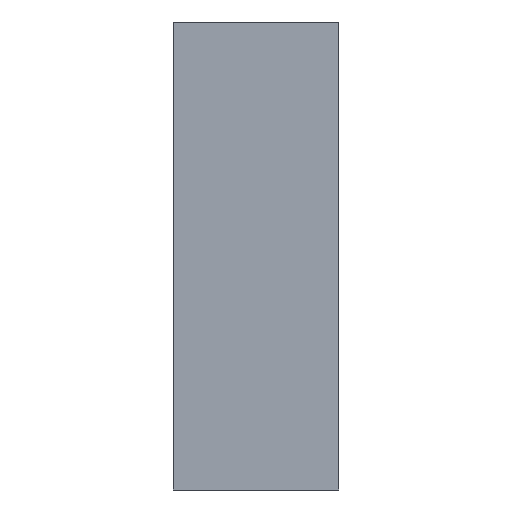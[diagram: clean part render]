
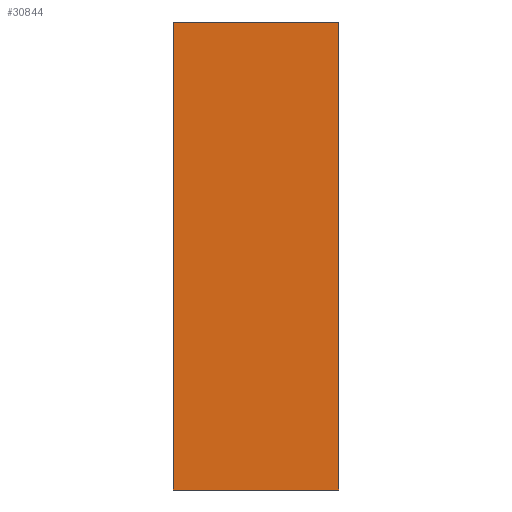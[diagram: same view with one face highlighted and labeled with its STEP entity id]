
A CAD part, left-side view. The second image highlights one B-rep face of the part: STEP entity #30844.
In plain terms, the highlighted planar face has unit normal (-1, 0, 0).
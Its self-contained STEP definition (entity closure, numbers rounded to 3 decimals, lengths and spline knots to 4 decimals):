
#283 = LINE ( 'NONE', #19281, #1440 ) ;
#345 = LINE ( 'NONE', #33689, #28590 ) ;
#1196 = AXIS2_PLACEMENT_3D ( 'NONE', #26117, #3997, #29807 ) ;
#1440 = VECTOR ( 'NONE', #22970, 39.3701 ) ;
#3479 = EDGE_CURVE ( 'NONE', #38676, #6257, #345, .T. ) ;
#3997 = DIRECTION ( 'NONE',  ( 1., 0., 0. ) ) ;
#4539 = EDGE_CURVE ( 'NONE', #46847, #6257, #16431, .T. ) ;
#4937 = EDGE_LOOP ( 'NONE', ( #27971, #35240, #13501, #30606 ) ) ;
#5048 = CARTESIAN_POINT ( 'NONE',  ( -1.5, 1.06, -3. ) ) ;
#6257 = VERTEX_POINT ( 'NONE', #34039 ) ;
#7995 = CARTESIAN_POINT ( 'NONE',  ( -1.5, -1.06, -3. ) ) ;
#8690 = DIRECTION ( 'NONE',  ( 0., -1., 0. ) ) ;
#11623 = DIRECTION ( 'NONE',  ( 0., -1., 0. ) ) ;
#13501 = ORIENTED_EDGE ( 'NONE', *, *, #41750, .F. ) ;
#16431 = LINE ( 'NONE', #17617, #44742 ) ;
#17617 = CARTESIAN_POINT ( 'NONE',  ( -1.5, -1.06, -3. ) ) ;
#17970 = FACE_OUTER_BOUND ( 'NONE', #4937, .T. ) ;
#19281 = CARTESIAN_POINT ( 'NONE',  ( -1.5, 1.06, -3. ) ) ;
#20832 = DIRECTION ( 'NONE',  ( 0., 0., 1. ) ) ;
#21434 = CARTESIAN_POINT ( 'NONE',  ( -1.5, 1.06, 3. ) ) ;
#22366 = PLANE ( 'NONE',  #1196 ) ;
#22970 = DIRECTION ( 'NONE',  ( 0., 0., 1. ) ) ;
#26117 = CARTESIAN_POINT ( 'NONE',  ( -1.5, 1.06, -3. ) ) ;
#26338 = EDGE_CURVE ( 'NONE', #38406, #46847, #28610, .T. ) ;
#27476 = VECTOR ( 'NONE', #8690, 39.3701 ) ;
#27971 = ORIENTED_EDGE ( 'NONE', *, *, #4539, .T. ) ;
#28590 = VECTOR ( 'NONE', #11623, 39.3701 ) ;
#28610 = LINE ( 'NONE', #30635, #27476 ) ;
#29807 = DIRECTION ( 'NONE',  ( 0., 0., -1. ) ) ;
#30606 = ORIENTED_EDGE ( 'NONE', *, *, #26338, .T. ) ;
#30635 = CARTESIAN_POINT ( 'NONE',  ( -1.5, 1.06, -3. ) ) ;
#30844 = ADVANCED_FACE ( 'NONE', ( #17970 ), #22366, .F. ) ;
#33689 = CARTESIAN_POINT ( 'NONE',  ( -1.5, 1.06, 3. ) ) ;
#34039 = CARTESIAN_POINT ( 'NONE',  ( -1.5, -1.06, 3. ) ) ;
#35240 = ORIENTED_EDGE ( 'NONE', *, *, #3479, .F. ) ;
#38406 = VERTEX_POINT ( 'NONE', #5048 ) ;
#38676 = VERTEX_POINT ( 'NONE', #21434 ) ;
#41750 = EDGE_CURVE ( 'NONE', #38406, #38676, #283, .T. ) ;
#44742 = VECTOR ( 'NONE', #20832, 39.3701 ) ;
#46847 = VERTEX_POINT ( 'NONE', #7995 ) ;
